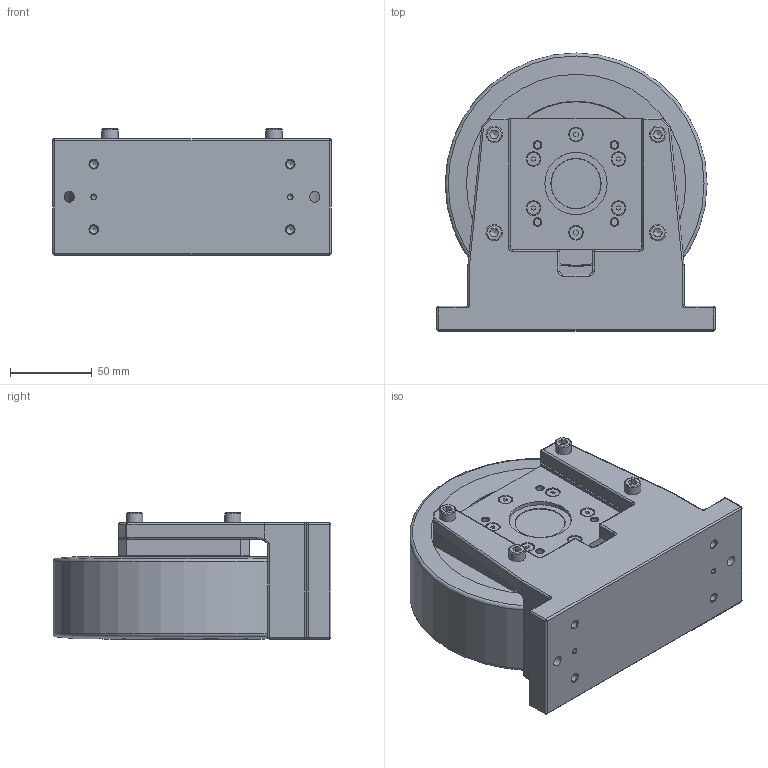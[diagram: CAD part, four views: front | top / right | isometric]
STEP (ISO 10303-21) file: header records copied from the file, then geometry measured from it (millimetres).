
FILE_DESCRIPTION(/* description */ (''),/* implementation_level */ '2;1');
FILE_NAME(/* name */ 'WD16050-5616-23E.stp',/* time_stamp */ '2019-09-13T16:17:13+02:00',/* author */ ('patrick.rehse'),/* organization */ (''),/* preprocessor_version */ 'ST-DEVELOPER v17',/* originating_system */ 'Autodesk Inventor 2018',/* authorisation */ '');
FILE_SCHEMA (('AUTOMOTIVE_DESIGN { 1 0 10303 214 3 1 1 }'));
Length unit declared in the file: millimetre
Products named in the file (1): D-00003076_Shrinkwrap_1
Bounding box: 170 x 169.83 x 77 mm (x, y, z)
Volume: 1348998.2 mm3; surface area: 146771.8 mm2
Topology: 1 solids, 1 shells, 399 faces, 1013 edges, 657 vertices
Faces by surface type: plane 198, cylinder 105, cone 50, sphere 22, torus 20, bspline 4
Full cylindrical faces by diameter (mm): 3 x2, 4.134 x4, 4.917 x8, 4.97 x3, 6 x8, 6.4 x2, 8 x6, 10 x4, 11 x2, 38.1 x1, 88 x1, 100 x1, 160 x1
Entity records: 12843 total; most frequent: CARTESIAN_POINT 2484, DIRECTION 2145, ORIENTED_EDGE 2006, EDGE_CURVE 1003, AXIS2_PLACEMENT_3D 793, VERTEX_POINT 657, LINE 559, VECTOR 559
